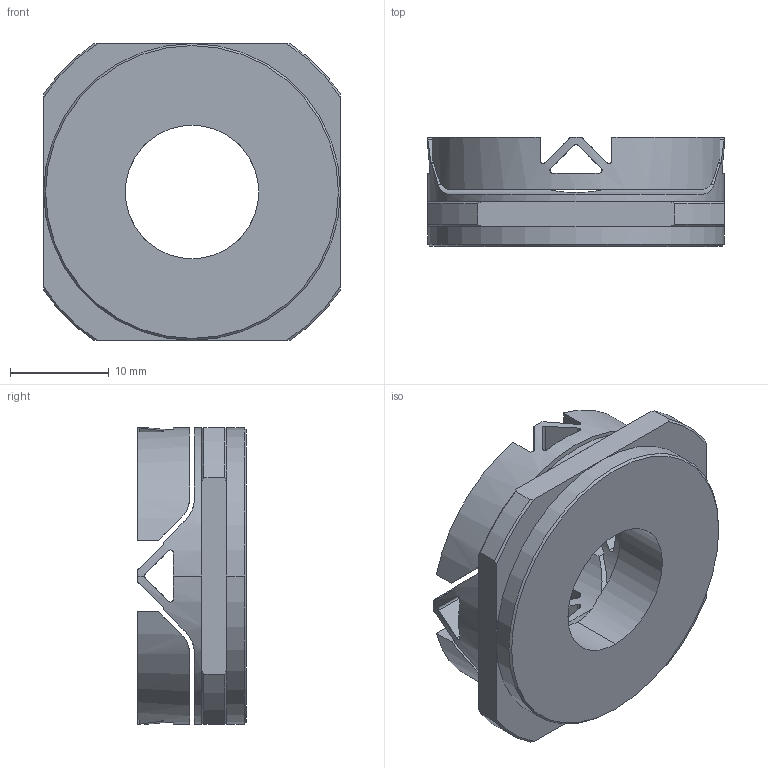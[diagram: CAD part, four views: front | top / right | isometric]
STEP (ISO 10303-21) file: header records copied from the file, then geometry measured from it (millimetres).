
FILE_DESCRIPTION (( 'STEP AP203' ), '1' );
FILE_NAME ('flex_bot.STEP', '2021-11-16T10:27:20', ( 'uesrf' ), ( '' ), 'SwSTEP 2.0', 'SolidWorks 2019', '' );
FILE_SCHEMA (( 'CONFIG_CONTROL_DESIGN' ));
Length unit declared in the file: millimetre
Products named in the file (1): flex_bot
Bounding box: 30 x 11 x 30 mm (x, y, z)
Volume: 5608.8 mm3; surface area: 4312.6 mm2
Topology: 3 solids, 3 shells, 128 faces, 368 edges, 242 vertices
Faces by surface type: plane 65, cylinder 53, cone 10
Entity records: 4557 total; most frequent: CARTESIAN_POINT 1394, ORIENTED_EDGE 736, DIRECTION 544, EDGE_CURVE 368, VERTEX_POINT 242, AXIS2_PLACEMENT_3D 200, LINE 144, VECTOR 144
